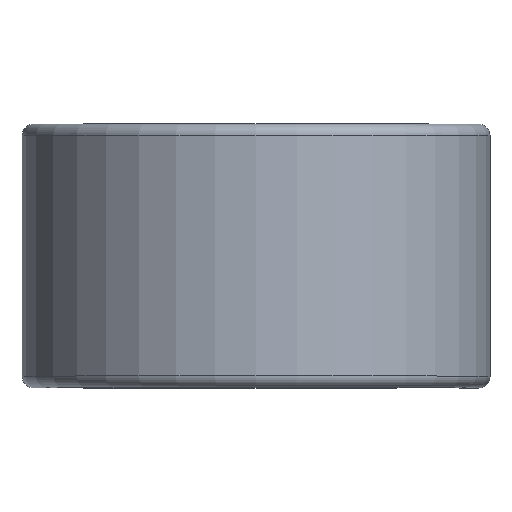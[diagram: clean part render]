
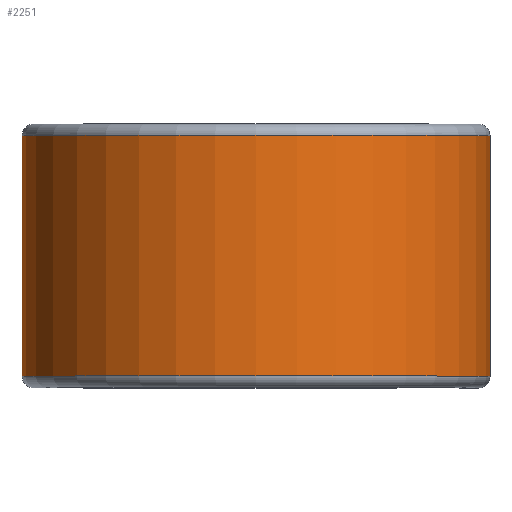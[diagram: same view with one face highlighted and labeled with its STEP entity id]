
A CAD part, top view. The second image highlights one B-rep face of the part: STEP entity #2251.
In plain terms, the highlighted cylindrical face has radius 15.507 mm (diameter 31.013 mm), a partial arc.
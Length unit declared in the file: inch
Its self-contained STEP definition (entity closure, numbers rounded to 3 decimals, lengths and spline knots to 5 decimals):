
#5 = EDGE_CURVE ( 'NONE', #1191, #1969, #1050, .T. ) ;
#17 = EDGE_CURVE ( 'NONE', #1191, #1735, #1037, .T. ) ;
#20 = EDGE_CURVE ( 'NONE', #1735, #197, #1043, .T. ) ;
#50 = ORIENTED_EDGE ( 'NONE', *, *, #5, .F. ) ;
#62 = DIRECTION ( 'NONE',  ( 0., 1., 0. ) ) ;
#197 = VERTEX_POINT ( 'NONE', #1437 ) ;
#220 = CARTESIAN_POINT ( 'NONE',  ( 0.6105, 0.31375, 0. ) ) ;
#238 = CARTESIAN_POINT ( 'NONE',  ( 0.6105, 0.31375, 0. ) ) ;
#386 = DIRECTION ( 'NONE',  ( 0., -1., 0. ) ) ;
#420 = DIRECTION ( 'NONE',  ( 0., 0., -1. ) ) ;
#473 = AXIS2_PLACEMENT_3D ( 'NONE', #744, #386, #420 ) ;
#693 = CYLINDRICAL_SURFACE ( 'NONE', #1783, 0.6105 ) ;
#738 = DIRECTION ( 'NONE',  ( 0., 1., 0. ) ) ;
#744 = CARTESIAN_POINT ( 'NONE',  ( 0., -0.31375, 0. ) ) ;
#1035 = VECTOR ( 'NONE', #62, 39.37008 ) ;
#1037 = LINE ( 'NONE', #238, #1035 ) ;
#1043 = CIRCLE ( 'NONE', #1076, 0.6105 ) ;
#1050 = CIRCLE ( 'NONE', #473, 0.6105 ) ;
#1076 = AXIS2_PLACEMENT_3D ( 'NONE', #2366, #2342, #2335 ) ;
#1079 = ORIENTED_EDGE ( 'NONE', *, *, #17, .T. ) ;
#1097 = CARTESIAN_POINT ( 'NONE',  ( 0.6105, -0.31375, 0. ) ) ;
#1132 = VECTOR ( 'NONE', #738, 39.37008 ) ;
#1166 = LINE ( 'NONE', #1300, #1132 ) ;
#1186 = FACE_OUTER_BOUND ( 'NONE', #2054, .T. ) ;
#1191 = VERTEX_POINT ( 'NONE', #1097 ) ;
#1230 = CARTESIAN_POINT ( 'NONE',  ( 0., -0.31375, -0.6105 ) ) ;
#1291 = DIRECTION ( 'NONE',  ( 0., -1., 0. ) ) ;
#1300 = CARTESIAN_POINT ( 'NONE',  ( 0., 0.31375, -0.6105 ) ) ;
#1437 = CARTESIAN_POINT ( 'NONE',  ( 0., 0.31375, -0.6105 ) ) ;
#1735 = VERTEX_POINT ( 'NONE', #220 ) ;
#1783 = AXIS2_PLACEMENT_3D ( 'NONE', #2389, #1291, #2030 ) ;
#1969 = VERTEX_POINT ( 'NONE', #1230 ) ;
#2030 = DIRECTION ( 'NONE',  ( 0., 0., -1. ) ) ;
#2054 = EDGE_LOOP ( 'NONE', ( #1079, #2312, #2458, #50 ) ) ;
#2251 = ADVANCED_FACE ( 'NONE', ( #1186 ), #693, .T. ) ;
#2268 = EDGE_CURVE ( 'NONE', #1969, #197, #1166, .T. ) ;
#2312 = ORIENTED_EDGE ( 'NONE', *, *, #20, .T. ) ;
#2335 = DIRECTION ( 'NONE',  ( 0., 0., -1. ) ) ;
#2342 = DIRECTION ( 'NONE',  ( 0., -1., 0. ) ) ;
#2366 = CARTESIAN_POINT ( 'NONE',  ( 0., 0.31375, 0. ) ) ;
#2389 = CARTESIAN_POINT ( 'NONE',  ( 0., 0.3125, 0. ) ) ;
#2458 = ORIENTED_EDGE ( 'NONE', *, *, #2268, .F. ) ;
